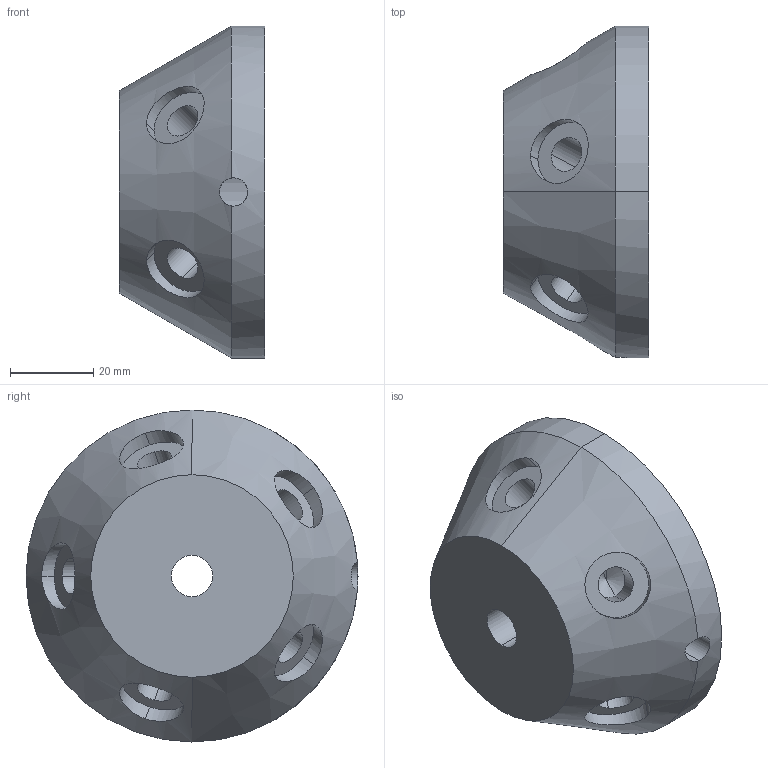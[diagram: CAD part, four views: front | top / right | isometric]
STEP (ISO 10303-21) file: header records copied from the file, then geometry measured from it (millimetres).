
FILE_DESCRIPTION (( 'STEP AP214' ), '1' );
FILE_NAME ('PA_PFR_F003.STEP', '2024-03-12T11:04:45', ( '' ), ( '' ), 'SwSTEP 2.0', 'SolidWorks 2014', '' );
FILE_SCHEMA (( 'AUTOMOTIVE_DESIGN' ));
Length unit declared in the file: millimetre
Products named in the file (1): PA_PFR_F003
Bounding box: 35 x 80 x 80 mm (x, y, z)
Volume: 108251.2 mm3; surface area: 20462.6 mm2
Topology: 1 solids, 1 shells, 50 faces, 115 edges, 67 vertices
Faces by surface type: cylinder 28, cone 14, plane 8
Entity records: 2065 total; most frequent: CARTESIAN_POINT 802, DIRECTION 238, ORIENTED_EDGE 210, EDGE_CURVE 105, AXIS2_PLACEMENT_3D 98, VERTEX_POINT 67, EDGE_LOOP 64, ADVANCED_FACE 50
